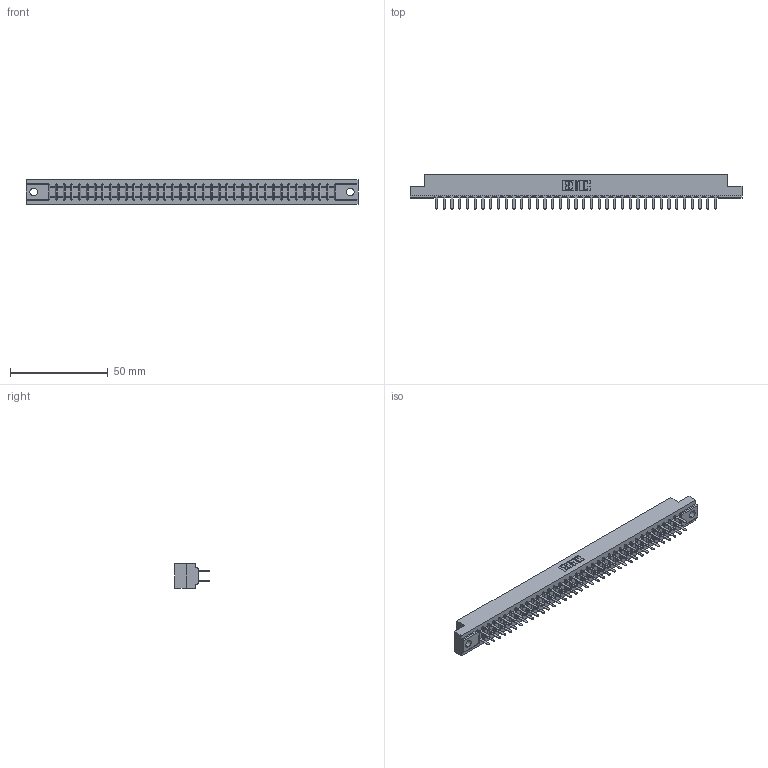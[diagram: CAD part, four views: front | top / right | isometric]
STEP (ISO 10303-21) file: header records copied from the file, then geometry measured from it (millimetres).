
FILE_DESCRIPTION (( 'STEP AP203' ), '1' );
FILE_NAME ('307-074-520-204.STEP', '2019-09-06T20:55:28', ( '' ), ( '' ), 'SwSTEP 2.0', 'SolidWorks 2016', '' );
FILE_SCHEMA (( 'CONFIG_CONTROL_DESIGN' ));
Length unit declared in the file: inch
Products named in the file (3): 307 Part_.156 Dia Mounting Holes; 307-290-001_520; 307-074-520-204
Assembly tree (75 placements, depth 2):
  307-074-520-204
    307 Part_.156 Dia Mounting Holes
    307-290-001_520  x74
Bounding box: 169.62 x 17.42 x 12.7 mm (x, y, z)
Volume: 17950.1 mm3; surface area: 21814.4 mm2
Topology: 75 solids, 75 shells, 3574 faces, 9979 edges, 6450 vertices
Faces by surface type: plane 2378, cylinder 1120, sphere 76
Entity records: 33906 total; most frequent: CARTESIAN_POINT 5551, ORIENTED_EDGE 5498, DIRECTION 5431, EDGE_CURVE 2749, LINE 2115, VECTOR 2115, VERTEX_POINT 1778, AXIS2_PLACEMENT_3D 1658
